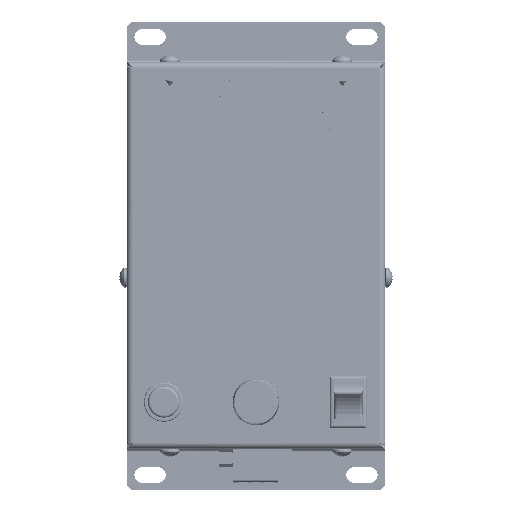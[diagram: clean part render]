
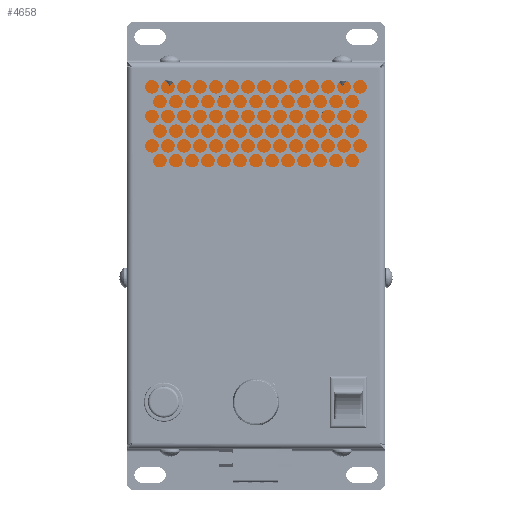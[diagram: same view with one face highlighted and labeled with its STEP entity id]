
A CAD part, top view. The second image highlights one B-rep face of the part: STEP entity #4658.
In plain terms, the highlighted planar face has unit normal (0, 0, 1).
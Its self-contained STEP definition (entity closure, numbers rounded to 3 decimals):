
#3707=DIRECTION('',(-1.,0.,0.));
#3708=VECTOR('',#3707,96.);
#3709=CARTESIAN_POINT('',(48.,74.,1.5));
#3710=LINE('',#3709,#3708);
#3729=DIRECTION('',(-0.5,-0.866,0.));
#3730=VECTOR('',#3729,3.522);
#3731=CARTESIAN_POINT('',(33.239,13.05,1.5));
#3732=LINE('',#3731,#3730);
#3733=DIRECTION('',(0.5,-0.866,0.));
#3734=VECTOR('',#3733,3.522);
#3735=CARTESIAN_POINT('',(31.478,10.,1.5));
#3736=LINE('',#3735,#3734);
#3737=DIRECTION('',(0.5,0.866,0.));
#3738=VECTOR('',#3737,3.522);
#3739=CARTESIAN_POINT('',(36.761,6.95,1.5));
#3740=LINE('',#3739,#3738);
#3741=DIRECTION('',(-0.5,0.866,0.));
#3742=VECTOR('',#3741,3.522);
#3743=CARTESIAN_POINT('',(38.522,10.,1.5));
#3744=LINE('',#3743,#3742);
#3745=DIRECTION('',(-0.5,-0.866,0.));
#3746=VECTOR('',#3745,3.522);
#3747=CARTESIAN_POINT('',(-36.761,13.05,1.5));
#3748=LINE('',#3747,#3746);
#3749=DIRECTION('',(0.5,-0.866,0.));
#3750=VECTOR('',#3749,3.522);
#3751=CARTESIAN_POINT('',(-38.522,10.,1.5));
#3752=LINE('',#3751,#3750);
#3753=DIRECTION('',(0.5,0.866,0.));
#3754=VECTOR('',#3753,3.522);
#3755=CARTESIAN_POINT('',(-33.239,6.95,1.5));
#3756=LINE('',#3755,#3754);
#3757=DIRECTION('',(-0.5,0.866,0.));
#3758=VECTOR('',#3757,3.522);
#3759=CARTESIAN_POINT('',(-31.478,10.,1.5));
#3760=LINE('',#3759,#3758);
#3772=DIRECTION('',(1.,0.,0.));
#3773=VECTOR('',#3772,96.);
#3774=CARTESIAN_POINT('',(-48.,-74.,1.5));
#3775=LINE('',#3774,#3773);
#3907=DIRECTION('',(0.,1.,0.));
#3908=VECTOR('',#3907,148.);
#3909=CARTESIAN_POINT('',(48.,-74.,1.5));
#3910=LINE('',#3909,#3908);
#3989=DIRECTION('',(0.,-1.,0.));
#3990=VECTOR('',#3989,148.);
#3991=CARTESIAN_POINT('',(-48.,74.,1.5));
#3992=LINE('',#3991,#3990);
#4259=DIRECTION('',(-1.,0.,0.));
#4260=VECTOR('',#4259,3.522);
#4261=CARTESIAN_POINT('',(-33.239,6.95,1.5));
#4262=LINE('',#4261,#4260);
#4275=DIRECTION('',(1.,0.,0.));
#4276=VECTOR('',#4275,3.522);
#4277=CARTESIAN_POINT('',(-36.761,13.05,1.5));
#4278=LINE('',#4277,#4276);
#4291=DIRECTION('',(-1.,0.,0.));
#4292=VECTOR('',#4291,3.522);
#4293=CARTESIAN_POINT('',(36.761,6.95,1.5));
#4294=LINE('',#4293,#4292);
#4307=DIRECTION('',(1.,0.,0.));
#4308=VECTOR('',#4307,3.522);
#4309=CARTESIAN_POINT('',(33.239,13.05,1.5));
#4310=LINE('',#4309,#4308);
#4383=CARTESIAN_POINT('',(48.,74.,1.5));
#4384=CARTESIAN_POINT('',(-48.,74.,1.5));
#4385=VERTEX_POINT('',#4383);
#4386=VERTEX_POINT('',#4384);
#4387=CARTESIAN_POINT('',(-48.,-74.,1.5));
#4388=CARTESIAN_POINT('',(48.,-74.,1.5));
#4389=VERTEX_POINT('',#4387);
#4390=VERTEX_POINT('',#4388);
#4391=CARTESIAN_POINT('',(33.239,13.05,1.5));
#4392=CARTESIAN_POINT('',(31.478,10.,1.5));
#4393=VERTEX_POINT('',#4391);
#4394=VERTEX_POINT('',#4392);
#4395=CARTESIAN_POINT('',(33.239,6.95,1.5));
#4396=VERTEX_POINT('',#4395);
#4397=CARTESIAN_POINT('',(36.761,6.95,1.5));
#4398=VERTEX_POINT('',#4397);
#4399=CARTESIAN_POINT('',(38.522,10.,1.5));
#4400=VERTEX_POINT('',#4399);
#4401=CARTESIAN_POINT('',(36.761,13.05,1.5));
#4402=VERTEX_POINT('',#4401);
#4403=CARTESIAN_POINT('',(-36.761,13.05,1.5));
#4404=CARTESIAN_POINT('',(-38.522,10.,1.5));
#4405=VERTEX_POINT('',#4403);
#4406=VERTEX_POINT('',#4404);
#4407=CARTESIAN_POINT('',(-36.761,6.95,1.5));
#4408=VERTEX_POINT('',#4407);
#4409=CARTESIAN_POINT('',(-33.239,6.95,1.5));
#4410=VERTEX_POINT('',#4409);
#4411=CARTESIAN_POINT('',(-31.478,10.,1.5));
#4412=VERTEX_POINT('',#4411);
#4413=CARTESIAN_POINT('',(-33.239,13.05,1.5));
#4414=VERTEX_POINT('',#4413);
#4616=CARTESIAN_POINT('',(0.,-76.5,1.5));
#4617=DIRECTION('',(0.,0.,-1.));
#4618=DIRECTION('',(0.,1.,0.));
#4619=AXIS2_PLACEMENT_3D('',#4616,#4617,#4618);
#4620=PLANE('',#4619);
#4622=ORIENTED_EDGE('',*,*,#4621,.F.);
#4624=ORIENTED_EDGE('',*,*,#4623,.F.);
#4625=ORIENTED_EDGE('',*,*,#4606,.F.);
#4627=ORIENTED_EDGE('',*,*,#4626,.F.);
#4628=EDGE_LOOP('',(#4622,#4624,#4625,#4627));
#4629=FACE_OUTER_BOUND('',#4628,.F.);
#4631=ORIENTED_EDGE('',*,*,#4630,.T.);
#4633=ORIENTED_EDGE('',*,*,#4632,.T.);
#4635=ORIENTED_EDGE('',*,*,#4634,.F.);
#4637=ORIENTED_EDGE('',*,*,#4636,.T.);
#4639=ORIENTED_EDGE('',*,*,#4638,.T.);
#4641=ORIENTED_EDGE('',*,*,#4640,.F.);
#4642=EDGE_LOOP('',(#4631,#4633,#4635,#4637,#4639,#4641));
#4643=FACE_BOUND('',#4642,.F.);
#4645=ORIENTED_EDGE('',*,*,#4644,.T.);
#4647=ORIENTED_EDGE('',*,*,#4646,.T.);
#4649=ORIENTED_EDGE('',*,*,#4648,.F.);
#4651=ORIENTED_EDGE('',*,*,#4650,.T.);
#4653=ORIENTED_EDGE('',*,*,#4652,.T.);
#4655=ORIENTED_EDGE('',*,*,#4654,.F.);
#4656=EDGE_LOOP('',(#4645,#4647,#4649,#4651,#4653,#4655));
#4657=FACE_BOUND('',#4656,.F.);
#4658=ADVANCED_FACE('',(#4629,#4643,#4657),#4620,.F.);
#4606=EDGE_CURVE('',#4385,#4386,#3710,.T.);
#4621=EDGE_CURVE('',#4389,#4390,#3775,.T.);
#4623=EDGE_CURVE('',#4386,#4389,#3992,.T.);
#4626=EDGE_CURVE('',#4390,#4385,#3910,.T.);
#4630=EDGE_CURVE('',#4393,#4394,#3732,.T.);
#4632=EDGE_CURVE('',#4394,#4396,#3736,.T.);
#4634=EDGE_CURVE('',#4398,#4396,#4294,.T.);
#4636=EDGE_CURVE('',#4398,#4400,#3740,.T.);
#4638=EDGE_CURVE('',#4400,#4402,#3744,.T.);
#4640=EDGE_CURVE('',#4393,#4402,#4310,.T.);
#4644=EDGE_CURVE('',#4405,#4406,#3748,.T.);
#4646=EDGE_CURVE('',#4406,#4408,#3752,.T.);
#4648=EDGE_CURVE('',#4410,#4408,#4262,.T.);
#4650=EDGE_CURVE('',#4410,#4412,#3756,.T.);
#4652=EDGE_CURVE('',#4412,#4414,#3760,.T.);
#4654=EDGE_CURVE('',#4405,#4414,#4278,.T.);
